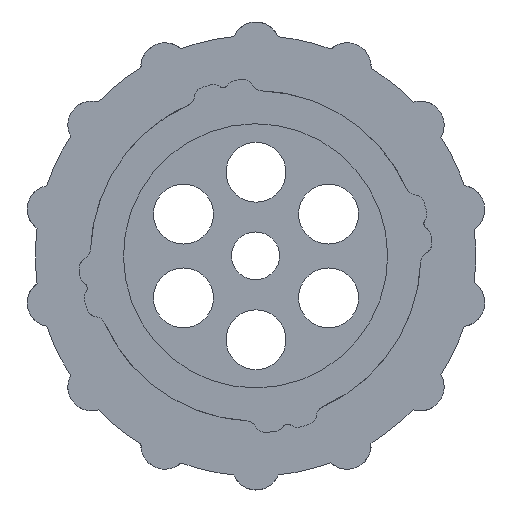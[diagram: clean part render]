
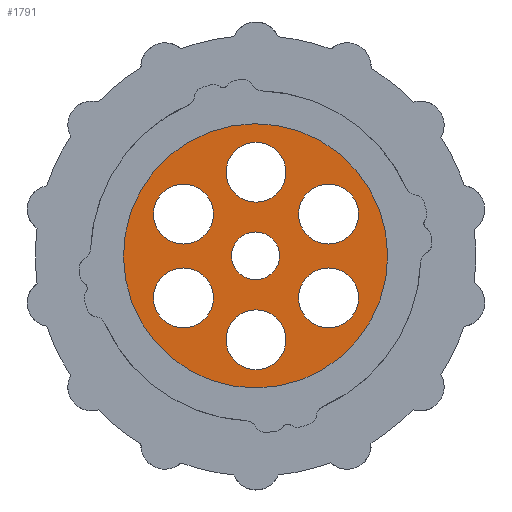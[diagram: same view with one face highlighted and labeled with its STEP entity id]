
A CAD part, front view. The second image highlights one B-rep face of the part: STEP entity #1791.
In plain terms, the highlighted planar face has unit normal (0, -1, 0).
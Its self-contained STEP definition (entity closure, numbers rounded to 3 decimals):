
#56=FACE_BOUND('',#280,.T.);
#57=FACE_BOUND('',#281,.T.);
#58=FACE_BOUND('',#282,.T.);
#59=FACE_BOUND('',#283,.T.);
#60=FACE_BOUND('',#284,.T.);
#61=FACE_BOUND('',#285,.T.);
#62=FACE_BOUND('',#286,.T.);
#80=PLANE('',#2054);
#175=FACE_OUTER_BOUND('',#279,.T.);
#279=EDGE_LOOP('',(#1616));
#280=EDGE_LOOP('',(#1617));
#281=EDGE_LOOP('',(#1618));
#282=EDGE_LOOP('',(#1619));
#283=EDGE_LOOP('',(#1620));
#284=EDGE_LOOP('',(#1621));
#285=EDGE_LOOP('',(#1622));
#286=EDGE_LOOP('',(#1623));
#469=CIRCLE('',#1807,2.5);
#471=CIRCLE('',#1810,2.5);
#473=CIRCLE('',#1813,2.5);
#475=CIRCLE('',#1816,2.5);
#477=CIRCLE('',#1819,2.5);
#479=CIRCLE('',#1822,2.5);
#527=CIRCLE('',#1875,2.);
#622=CIRCLE('',#2053,11.04);
#623=VERTEX_POINT('',#2648);
#625=VERTEX_POINT('',#2654);
#627=VERTEX_POINT('',#2660);
#629=VERTEX_POINT('',#2666);
#631=VERTEX_POINT('',#2672);
#633=VERTEX_POINT('',#2678);
#682=VERTEX_POINT('',#2785);
#804=VERTEX_POINT('',#3413);
#805=EDGE_CURVE('',#623,#623,#469,.T.);
#808=EDGE_CURVE('',#625,#625,#471,.T.);
#811=EDGE_CURVE('',#627,#627,#473,.T.);
#814=EDGE_CURVE('',#629,#629,#475,.T.);
#817=EDGE_CURVE('',#631,#631,#477,.T.);
#820=EDGE_CURVE('',#633,#633,#479,.T.);
#873=EDGE_CURVE('',#682,#682,#527,.T.);
#1077=EDGE_CURVE('',#804,#804,#622,.T.);
#1616=ORIENTED_EDGE('',*,*,#1077,.F.);
#1617=ORIENTED_EDGE('',*,*,#805,.T.);
#1618=ORIENTED_EDGE('',*,*,#808,.T.);
#1619=ORIENTED_EDGE('',*,*,#811,.T.);
#1620=ORIENTED_EDGE('',*,*,#814,.T.);
#1621=ORIENTED_EDGE('',*,*,#817,.T.);
#1622=ORIENTED_EDGE('',*,*,#820,.T.);
#1623=ORIENTED_EDGE('',*,*,#873,.T.);
#1791=ADVANCED_FACE('',(#175,#56,#57,#58,#59,#60,#61,#62),#80,.F.);
#1807=AXIS2_PLACEMENT_3D('',#2649,#2059,#2060);
#1810=AXIS2_PLACEMENT_3D('',#2655,#2066,#2067);
#1813=AXIS2_PLACEMENT_3D('',#2661,#2073,#2074);
#1816=AXIS2_PLACEMENT_3D('',#2667,#2080,#2081);
#1819=AXIS2_PLACEMENT_3D('',#2673,#2087,#2088);
#1822=AXIS2_PLACEMENT_3D('',#2679,#2094,#2095);
#1875=AXIS2_PLACEMENT_3D('',#2786,#2205,#2206);
#2053=AXIS2_PLACEMENT_3D('',#3415,#2642,#2643);
#2054=AXIS2_PLACEMENT_3D('',#3416,#2644,#2645);
#2059=DIRECTION('center_axis',(0.,1.,0.));
#2060=DIRECTION('ref_axis',(0.866,0.,-0.5));
#2066=DIRECTION('center_axis',(0.,1.,0.));
#2067=DIRECTION('ref_axis',(0.866,0.,0.5));
#2073=DIRECTION('center_axis',(0.,1.,0.));
#2074=DIRECTION('ref_axis',(0.,0.,1.));
#2080=DIRECTION('center_axis',(0.,1.,0.));
#2081=DIRECTION('ref_axis',(-0.866,0.,0.5));
#2087=DIRECTION('center_axis',(0.,1.,0.));
#2088=DIRECTION('ref_axis',(-0.866,0.,-0.5));
#2094=DIRECTION('center_axis',(0.,1.,0.));
#2095=DIRECTION('ref_axis',(0.,0.,-1.));
#2205=DIRECTION('center_axis',(0.,1.,0.));
#2206=DIRECTION('ref_axis',(0.,0.,-1.));
#2642=DIRECTION('center_axis',(0.,1.,0.));
#2643=DIRECTION('ref_axis',(0.937,0.,0.35));
#2644=DIRECTION('center_axis',(0.,1.,0.));
#2645=DIRECTION('ref_axis',(0.937,0.,0.35));
#2648=CARTESIAN_POINT('',(-8.227,8.6,4.75));
#2649=CARTESIAN_POINT('Origin',(-6.062,8.6,3.5));
#2654=CARTESIAN_POINT('',(-8.227,8.6,-4.75));
#2655=CARTESIAN_POINT('Origin',(-6.062,8.6,-3.5));
#2660=CARTESIAN_POINT('',(0.,8.6,-9.5));
#2661=CARTESIAN_POINT('Origin',(0.,8.6,-7.));
#2666=CARTESIAN_POINT('',(8.227,8.6,-4.75));
#2667=CARTESIAN_POINT('Origin',(6.062,8.6,-3.5));
#2672=CARTESIAN_POINT('',(8.227,8.6,4.75));
#2673=CARTESIAN_POINT('Origin',(6.062,8.6,3.5));
#2678=CARTESIAN_POINT('',(0.,8.6,9.5));
#2679=CARTESIAN_POINT('Origin',(0.,8.6,7.));
#2785=CARTESIAN_POINT('',(-0.036,8.6,2.012));
#2786=CARTESIAN_POINT('Origin',(-0.036,8.6,0.012));
#3413=CARTESIAN_POINT('',(-10.377,8.6,-3.854));
#3415=CARTESIAN_POINT('Origin',(-0.036,8.6,0.012));
#3416=CARTESIAN_POINT('Origin',(-0.036,8.6,0.012));
